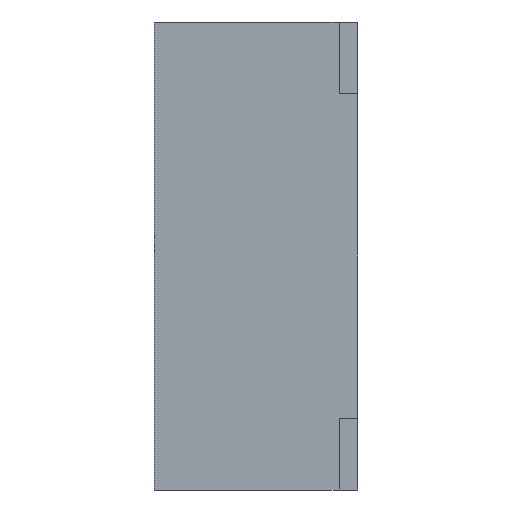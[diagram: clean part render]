
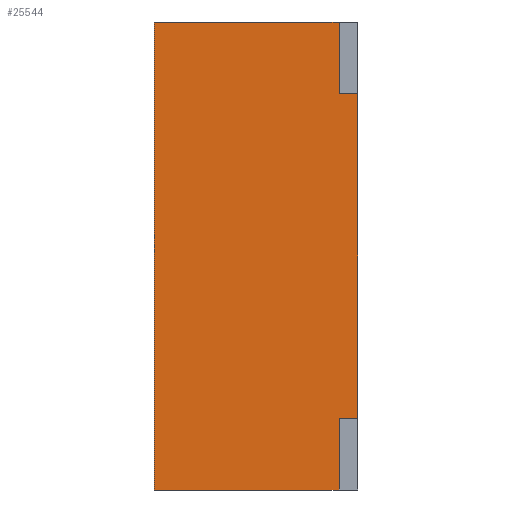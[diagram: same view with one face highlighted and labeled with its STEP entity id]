
A CAD part, left-side view. The second image highlights one B-rep face of the part: STEP entity #25544.
In plain terms, the highlighted planar face has unit normal (-1, 0, 0).
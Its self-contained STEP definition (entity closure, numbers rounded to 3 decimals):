
#1566=PLANE('',#27017);
#1951=FACE_OUTER_BOUND('',#3391,.T.);
#3391=EDGE_LOOP('',(#16958,#16959,#16960,#16961,#16962,#16963,#16964,#16965));
#4876=LINE('',#30783,#6770);
#4878=LINE('',#30787,#6772);
#4898=LINE('',#30832,#6792);
#4900=LINE('',#30836,#6794);
#4901=LINE('',#30838,#6795);
#4902=LINE('',#30840,#6796);
#4903=LINE('',#30842,#6797);
#4904=LINE('',#30843,#6798);
#6770=VECTOR('',#27533,10.);
#6772=VECTOR('',#27537,10.);
#6792=VECTOR('',#27575,10.);
#6794=VECTOR('',#27579,10.);
#6795=VECTOR('',#27582,10.);
#6796=VECTOR('',#27583,10.);
#6797=VECTOR('',#27584,10.);
#6798=VECTOR('',#27585,10.);
#9954=VERTEX_POINT('',#30780);
#9955=VERTEX_POINT('',#30782);
#9956=VERTEX_POINT('',#30786);
#9971=VERTEX_POINT('',#30828);
#9972=VERTEX_POINT('',#30830);
#9973=VERTEX_POINT('',#30834);
#9974=VERTEX_POINT('',#30839);
#9975=VERTEX_POINT('',#30841);
#12719=EDGE_CURVE('',#9955,#9954,#4876,.T.);
#12721=EDGE_CURVE('',#9956,#9955,#4878,.T.);
#12743=EDGE_CURVE('',#9971,#9972,#4898,.T.);
#12745=EDGE_CURVE('',#9972,#9973,#4900,.T.);
#12746=EDGE_CURVE('',#9954,#9971,#4901,.T.);
#12747=EDGE_CURVE('',#9974,#9973,#4902,.T.);
#12748=EDGE_CURVE('',#9975,#9974,#4903,.T.);
#12749=EDGE_CURVE('',#9975,#9956,#4904,.T.);
#16958=ORIENTED_EDGE('',*,*,#12719,.T.);
#16959=ORIENTED_EDGE('',*,*,#12746,.T.);
#16960=ORIENTED_EDGE('',*,*,#12743,.T.);
#16961=ORIENTED_EDGE('',*,*,#12745,.T.);
#16962=ORIENTED_EDGE('',*,*,#12747,.F.);
#16963=ORIENTED_EDGE('',*,*,#12748,.F.);
#16964=ORIENTED_EDGE('',*,*,#12749,.T.);
#16965=ORIENTED_EDGE('',*,*,#12721,.T.);
#25544=ADVANCED_FACE('',(#1951),#1566,.F.);
#27017=AXIS2_PLACEMENT_3D('',#30837,#27580,#27581);
#27533=DIRECTION('',(0.,-1.,0.));
#27537=DIRECTION('',(0.,0.,1.));
#27575=DIRECTION('',(0.,1.,0.));
#27579=DIRECTION('',(0.,0.,1.));
#27580=DIRECTION('center_axis',(1.,0.,0.));
#27581=DIRECTION('ref_axis',(0.,0.,-1.));
#27582=DIRECTION('',(0.,0.,1.));
#27583=DIRECTION('',(0.,-1.,0.));
#27584=DIRECTION('',(0.,0.,1.));
#27585=DIRECTION('',(0.,-1.,0.));
#30780=CARTESIAN_POINT('',(0.,-27.,-43.));
#30782=CARTESIAN_POINT('',(0.,-22.,-43.));
#30783=CARTESIAN_POINT('',(0.,-13.5,-43.));
#30786=CARTESIAN_POINT('',(0.,-22.,-62.));
#30787=CARTESIAN_POINT('',(0.,-22.,-26.25));
#30828=CARTESIAN_POINT('',(0.,-27.,43.));
#30830=CARTESIAN_POINT('',(0.,-22.,43.));
#30832=CARTESIAN_POINT('',(0.,-13.5,43.));
#30834=CARTESIAN_POINT('',(0.,-22.,62.));
#30836=CARTESIAN_POINT('',(0.,-22.,26.25));
#30837=CARTESIAN_POINT('Origin',(0.,0.,0.));
#30838=CARTESIAN_POINT('',(0.,-27.,-42.));
#30839=CARTESIAN_POINT('',(0.,27.,62.));
#30840=CARTESIAN_POINT('',(0.,27.,62.));
#30841=CARTESIAN_POINT('',(0.,27.,-62.));
#30842=CARTESIAN_POINT('',(0.,27.,-62.));
#30843=CARTESIAN_POINT('',(0.,27.,-62.));
